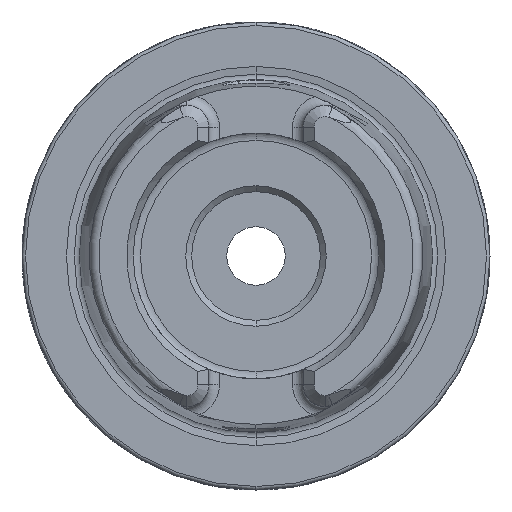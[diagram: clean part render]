
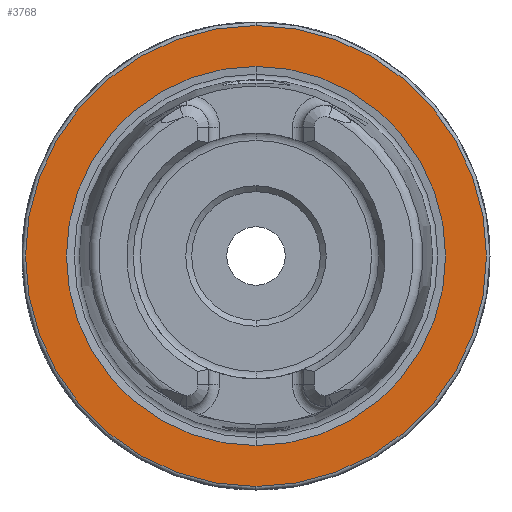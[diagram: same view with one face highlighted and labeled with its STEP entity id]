
A CAD part, left-side view. The second image highlights one B-rep face of the part: STEP entity #3768.
In plain terms, the highlighted planar face has unit normal (-1, 0, 0).
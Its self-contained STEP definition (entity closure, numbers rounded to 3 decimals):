
#30 = CIRCLE ( 'NONE', #3326, 19.7 ) ;
#41 = VERTEX_POINT ( 'NONE', #5073 ) ;
#88 = CARTESIAN_POINT ( 'NONE',  ( 0., 0., 0. ) ) ;
#710 = CARTESIAN_POINT ( 'NONE',  ( 0., 0., 0. ) ) ;
#739 = DIRECTION ( 'NONE',  ( 0., 0., 1. ) ) ;
#808 = EDGE_LOOP ( 'NONE', ( #6267, #4316 ) ) ;
#1274 = AXIS2_PLACEMENT_3D ( 'NONE', #3639, #7934, #4305 ) ;
#1388 = DIRECTION ( 'NONE',  ( 0., 0., 1. ) ) ;
#1714 = EDGE_CURVE ( 'NONE', #41, #2782, #3540, .T. ) ;
#1729 = EDGE_CURVE ( 'NONE', #3293, #3132, #6498, .T. ) ;
#2176 = AXIS2_PLACEMENT_3D ( 'NONE', #2990, #7382, #3679 ) ;
#2197 = DIRECTION ( 'NONE',  ( 0., 0., -1. ) ) ;
#2645 = AXIS2_PLACEMENT_3D ( 'NONE', #5389, #6079, #2197 ) ;
#2767 = FACE_OUTER_BOUND ( 'NONE', #4553, .T. ) ;
#2782 = VERTEX_POINT ( 'NONE', #6627 ) ;
#2990 = CARTESIAN_POINT ( 'NONE',  ( 0., 0., 0. ) ) ;
#3132 = VERTEX_POINT ( 'NONE', #7090 ) ;
#3293 = VERTEX_POINT ( 'NONE', #4317 ) ;
#3326 = AXIS2_PLACEMENT_3D ( 'NONE', #88, #4742, #739 ) ;
#3540 = CIRCLE ( 'NONE', #1274, 19.7 ) ;
#3622 = CIRCLE ( 'NONE', #7016, 16.207 ) ;
#3639 = CARTESIAN_POINT ( 'NONE',  ( 0., 0., 0. ) ) ;
#3679 = DIRECTION ( 'NONE',  ( 0., 0., 1. ) ) ;
#3768 = ADVANCED_FACE ( 'NONE', ( #4337, #2767 ), #5448, .F. ) ;
#4305 = DIRECTION ( 'NONE',  ( 0., 0., 1. ) ) ;
#4316 = ORIENTED_EDGE ( 'NONE', *, *, #6974, .F. ) ;
#4317 = CARTESIAN_POINT ( 'NONE',  ( 0., 0., 16.207 ) ) ;
#4337 = FACE_BOUND ( 'NONE', #808, .T. ) ;
#4553 = EDGE_LOOP ( 'NONE', ( #6080, #5479 ) ) ;
#4742 = DIRECTION ( 'NONE',  ( -1., 0., 0. ) ) ;
#5073 = CARTESIAN_POINT ( 'NONE',  ( 0., 0., -19.7 ) ) ;
#5327 = EDGE_CURVE ( 'NONE', #2782, #41, #30, .T. ) ;
#5329 = DIRECTION ( 'NONE',  ( -1., 0., 0. ) ) ;
#5389 = CARTESIAN_POINT ( 'NONE',  ( 0., 19.7, 0. ) ) ;
#5448 = PLANE ( 'NONE',  #2645 ) ;
#5479 = ORIENTED_EDGE ( 'NONE', *, *, #1714, .T. ) ;
#6079 = DIRECTION ( 'NONE',  ( 1., 0., 0. ) ) ;
#6080 = ORIENTED_EDGE ( 'NONE', *, *, #5327, .T. ) ;
#6267 = ORIENTED_EDGE ( 'NONE', *, *, #1729, .F. ) ;
#6498 = CIRCLE ( 'NONE', #2176, 16.207 ) ;
#6627 = CARTESIAN_POINT ( 'NONE',  ( 0., 0., 19.7 ) ) ;
#6974 = EDGE_CURVE ( 'NONE', #3132, #3293, #3622, .T. ) ;
#7016 = AXIS2_PLACEMENT_3D ( 'NONE', #710, #5329, #1388 ) ;
#7090 = CARTESIAN_POINT ( 'NONE',  ( 0., 0., -16.207 ) ) ;
#7382 = DIRECTION ( 'NONE',  ( -1., 0., 0. ) ) ;
#7934 = DIRECTION ( 'NONE',  ( -1., 0., 0. ) ) ;
